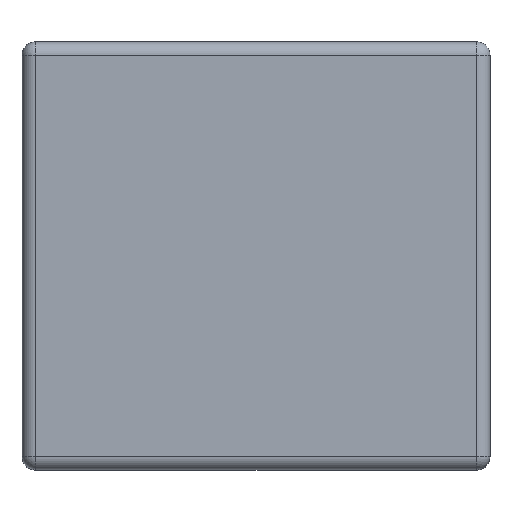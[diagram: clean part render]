
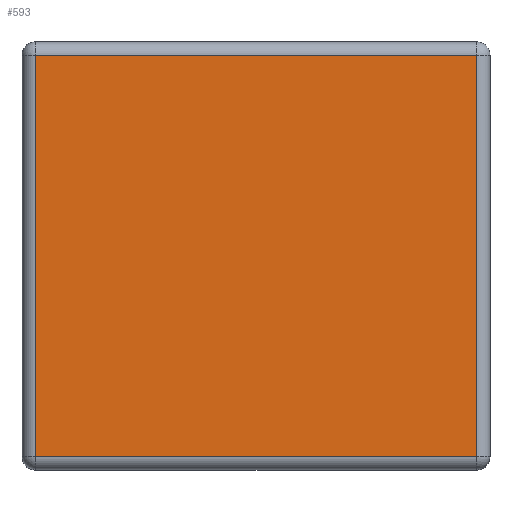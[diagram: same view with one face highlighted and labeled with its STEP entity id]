
A CAD part, top view. The second image highlights one B-rep face of the part: STEP entity #593.
In plain terms, the highlighted planar face has unit normal (0, 0, 1).
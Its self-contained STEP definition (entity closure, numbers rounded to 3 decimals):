
#21=PLANE('',#661);
#57=FACE_OUTER_BOUND('',#95,.T.);
#95=EDGE_LOOP('',(#449,#450,#451,#452));
#122=LINE('',#892,#182);
#124=LINE('',#900,#184);
#126=LINE('',#910,#186);
#128=LINE('',#919,#188);
#182=VECTOR('',#706,10.);
#184=VECTOR('',#714,10.);
#186=VECTOR('',#726,10.);
#188=VECTOR('',#738,10.);
#265=VERTEX_POINT('',#885);
#268=VERTEX_POINT('',#890);
#269=VERTEX_POINT('',#894);
#272=VERTEX_POINT('',#904);
#320=EDGE_CURVE('',#268,#265,#122,.T.);
#324=EDGE_CURVE('',#265,#269,#124,.T.);
#329=EDGE_CURVE('',#269,#272,#126,.T.);
#334=EDGE_CURVE('',#272,#268,#128,.T.);
#449=ORIENTED_EDGE('',*,*,#320,.F.);
#450=ORIENTED_EDGE('',*,*,#334,.F.);
#451=ORIENTED_EDGE('',*,*,#329,.F.);
#452=ORIENTED_EDGE('',*,*,#324,.F.);
#593=ADVANCED_FACE('',(#57),#21,.T.);
#661=AXIS2_PLACEMENT_3D('',#950,#770,#771);
#706=DIRECTION('',(0.,-1.,0.));
#714=DIRECTION('',(-1.,0.,0.));
#726=DIRECTION('',(0.,1.,0.));
#738=DIRECTION('',(1.,0.,0.));
#770=DIRECTION('center_axis',(0.,0.,1.));
#771=DIRECTION('ref_axis',(1.,0.,0.));
#885=CARTESIAN_POINT('',(1.65,-1.5,2.));
#890=CARTESIAN_POINT('',(1.65,1.5,2.));
#892=CARTESIAN_POINT('',(1.65,-0.8,2.));
#894=CARTESIAN_POINT('',(-1.65,-1.5,2.));
#900=CARTESIAN_POINT('',(-0.875,-1.5,2.));
#904=CARTESIAN_POINT('',(-1.65,1.5,2.));
#910=CARTESIAN_POINT('',(-1.65,0.8,2.));
#919=CARTESIAN_POINT('',(0.875,1.5,2.));
#950=CARTESIAN_POINT('Origin',(0.,0.,2.));
